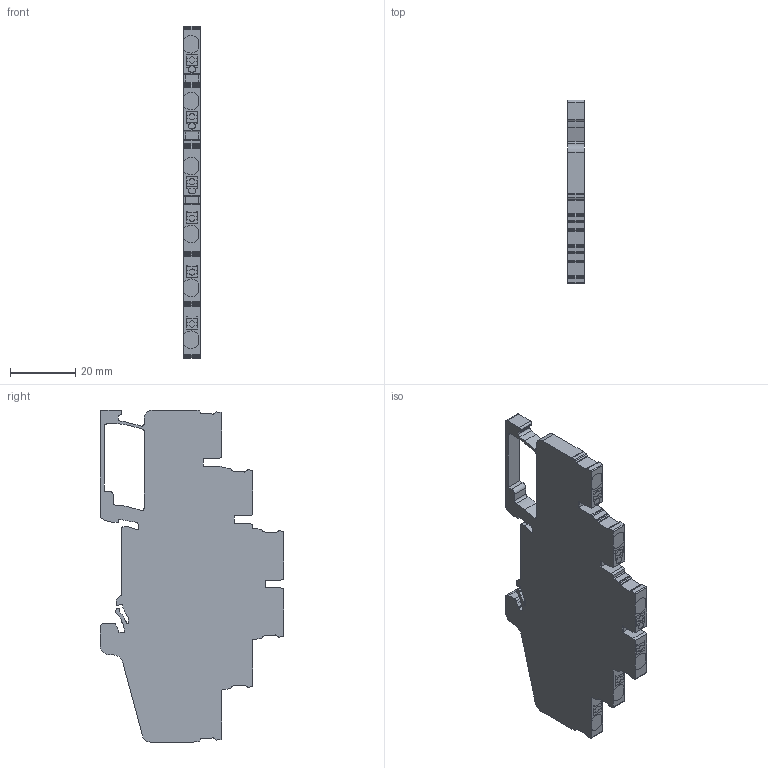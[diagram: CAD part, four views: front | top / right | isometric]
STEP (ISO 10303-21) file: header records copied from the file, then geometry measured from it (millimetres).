
FILE_DESCRIPTION (( 'STEP AP214' ), '1' );
FILE_NAME ('CPTL2.5ddd.STEP', '2024-11-05T13:48:22', ( '' ), ( '' ), 'SwSTEP 2.0', 'SolidWorks 2022', '' );
FILE_SCHEMA (( 'AUTOMOTIVE_DESIGN' ));
Length unit declared in the file: millimetre
Products named in the file (1): CPTL2.5ddd
Bounding box: 4.95 x 56.42 x 102 mm (x, y, z)
Volume: 19223.2 mm3; surface area: 10073.3 mm2
Topology: 1 solids, 1 shells, 387 faces, 1119 edges, 740 vertices
Faces by surface type: plane 269, cylinder 115, bspline 3
Entity records: 13251 total; most frequent: CARTESIAN_POINT 2492, ORIENTED_EDGE 2238, DIRECTION 2113, EDGE_CURVE 1119, VECTOR 883, LINE 883, VERTEX_POINT 740, AXIS2_PLACEMENT_3D 615
